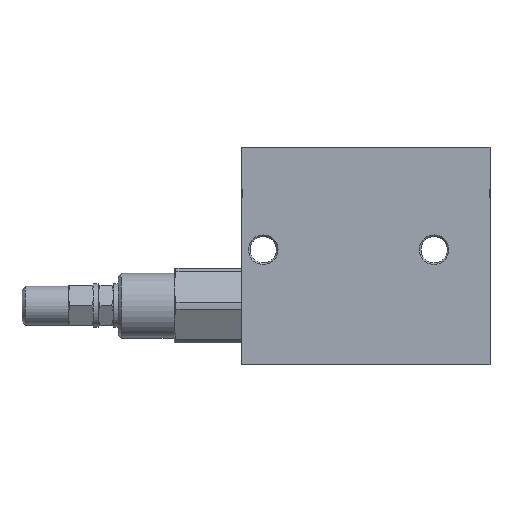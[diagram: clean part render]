
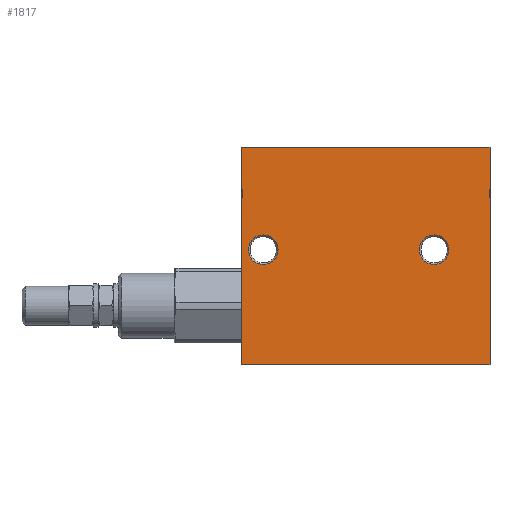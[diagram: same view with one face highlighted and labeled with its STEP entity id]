
A CAD part, top view. The second image highlights one B-rep face of the part: STEP entity #1817.
In plain terms, the highlighted planar face has unit normal (0, 0, 1).
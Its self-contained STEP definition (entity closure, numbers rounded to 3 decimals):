
#136=CIRCLE('',#1926,4.75);
#140=CIRCLE('',#1933,4.75);
#270=ORIENTED_EDGE('',*,*,#590,.F.);
#271=ORIENTED_EDGE('',*,*,#586,.F.);
#272=ORIENTED_EDGE('',*,*,#560,.F.);
#273=ORIENTED_EDGE('',*,*,#528,.F.);
#274=ORIENTED_EDGE('',*,*,#574,.F.);
#275=ORIENTED_EDGE('',*,*,#579,.F.);
#276=ORIENTED_EDGE('',*,*,#584,.T.);
#277=ORIENTED_EDGE('',*,*,#572,.F.);
#278=ORIENTED_EDGE('',*,*,#532,.F.);
#279=ORIENTED_EDGE('',*,*,#562,.F.);
#280=ORIENTED_EDGE('',*,*,#570,.F.);
#281=ORIENTED_EDGE('',*,*,#564,.T.);
#528=EDGE_CURVE('',#702,#703,#818,.T.);
#532=EDGE_CURVE('',#706,#707,#822,.T.);
#560=EDGE_CURVE('',#703,#731,#840,.T.);
#562=EDGE_CURVE('',#733,#706,#841,.T.);
#564=EDGE_CURVE('',#735,#731,#843,.T.);
#570=EDGE_CURVE('',#735,#733,#845,.T.);
#572=EDGE_CURVE('',#707,#737,#846,.T.);
#574=EDGE_CURVE('',#739,#702,#847,.T.);
#579=EDGE_CURVE('',#742,#739,#850,.T.);
#584=EDGE_CURVE('',#742,#737,#852,.T.);
#586=EDGE_CURVE('',#744,#744,#136,.T.);
#590=EDGE_CURVE('',#748,#748,#140,.T.);
#702=VERTEX_POINT('',#2399);
#703=VERTEX_POINT('',#2400);
#706=VERTEX_POINT('',#2408);
#707=VERTEX_POINT('',#2409);
#731=VERTEX_POINT('',#2463);
#733=VERTEX_POINT('',#2469);
#735=VERTEX_POINT('',#2475);
#737=VERTEX_POINT('',#2488);
#739=VERTEX_POINT('',#2493);
#742=VERTEX_POINT('',#2505);
#744=VERTEX_POINT('',#2518);
#748=VERTEX_POINT('',#2529);
#818=LINE('',#2398,#878);
#822=LINE('',#2407,#882);
#840=LINE('',#2466,#900);
#841=LINE('',#2470,#901);
#843=LINE('',#2474,#903);
#845=LINE('',#2485,#905);
#846=LINE('',#2489,#906);
#847=LINE('',#2494,#907);
#850=LINE('',#2504,#910);
#852=LINE('',#2513,#912);
#878=VECTOR('',#2038,1000.);
#882=VECTOR('',#2044,1000.);
#900=VECTOR('',#2090,1000.);
#901=VECTOR('',#2095,1000.);
#903=VECTOR('',#2099,1000.);
#905=VECTOR('',#2115,1000.);
#906=VECTOR('',#2120,1000.);
#907=VECTOR('',#2125,1000.);
#910=VECTOR('',#2138,1000.);
#912=VECTOR('',#2150,1000.);
#969=EDGE_LOOP('',(#270));
#970=EDGE_LOOP('',(#271));
#971=EDGE_LOOP('',(#272,#273,#274,#275,#276,#277,#278,#279,#280,#281));
#1083=FACE_BOUND('',#969,.T.);
#1084=FACE_BOUND('',#970,.T.);
#1085=FACE_BOUND('',#971,.T.);
#1177=PLANE('',#1932);
#1817=ADVANCED_FACE('',(#1083,#1084,#1085),#1177,.T.);
#1926=AXIS2_PLACEMENT_3D('',#2517,#2156,#2157);
#1932=AXIS2_PLACEMENT_3D('',#2527,#2168,#2169);
#1933=AXIS2_PLACEMENT_3D('',#2528,#2170,#2171);
#2038=DIRECTION('',(-1.,0.,0.));
#2044=DIRECTION('',(1.,0.,0.));
#2090=DIRECTION('',(0.,1.,0.));
#2095=DIRECTION('',(0.,1.,0.));
#2099=DIRECTION('',(-1.,0.,0.));
#2115=DIRECTION('',(-1.,0.,0.));
#2120=DIRECTION('',(0.,-1.,0.));
#2125=DIRECTION('',(0.,-1.,0.));
#2138=DIRECTION('',(1.,0.,0.));
#2150=DIRECTION('',(1.,0.,0.));
#2156=DIRECTION('',(0.,0.,1.));
#2157=DIRECTION('',(-1.,0.,0.));
#2168=DIRECTION('',(0.,0.,1.));
#2169=DIRECTION('',(1.,0.,0.));
#2170=DIRECTION('',(0.,0.,1.));
#2171=DIRECTION('',(-1.,0.,0.));
#2398=CARTESIAN_POINT('',(74.,0.,30.));
#2399=CARTESIAN_POINT('',(74.,0.,30.));
#2400=CARTESIAN_POINT('',(-6.,0.,30.));
#2407=CARTESIAN_POINT('',(-6.,70.,30.));
#2408=CARTESIAN_POINT('',(-6.,70.,30.));
#2409=CARTESIAN_POINT('',(74.,70.,30.));
#2463=CARTESIAN_POINT('',(-6.,55.,30.));
#2466=CARTESIAN_POINT('',(-6.,0.,30.));
#2469=CARTESIAN_POINT('',(-6.,55.,30.));
#2470=CARTESIAN_POINT('',(-6.,55.,30.));
#2474=CARTESIAN_POINT('',(-5.7,55.,30.));
#2475=CARTESIAN_POINT('',(-5.7,55.,30.));
#2485=CARTESIAN_POINT('',(-5.7,55.,30.));
#2488=CARTESIAN_POINT('',(74.,55.,30.));
#2489=CARTESIAN_POINT('',(74.,70.,30.));
#2493=CARTESIAN_POINT('',(74.,55.,30.));
#2494=CARTESIAN_POINT('',(74.,55.,30.));
#2504=CARTESIAN_POINT('',(73.7,55.,30.));
#2505=CARTESIAN_POINT('',(73.7,55.,30.));
#2513=CARTESIAN_POINT('',(73.7,55.,30.));
#2517=CARTESIAN_POINT('',(1.,37.,30.));
#2518=CARTESIAN_POINT('',(-3.75,37.,30.));
#2527=CARTESIAN_POINT('',(34.,35.,30.));
#2528=CARTESIAN_POINT('',(56.,37.,30.));
#2529=CARTESIAN_POINT('',(51.25,37.,30.));
